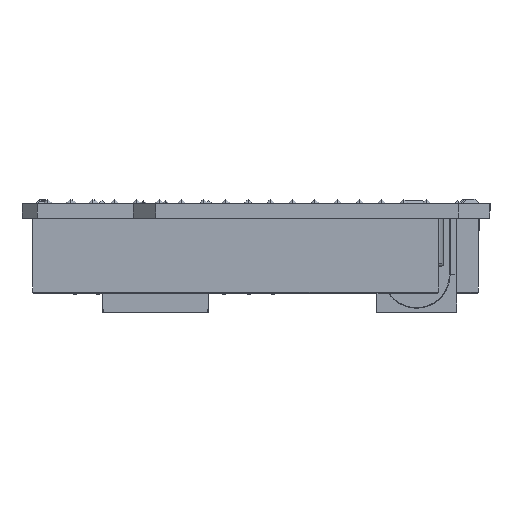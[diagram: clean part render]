
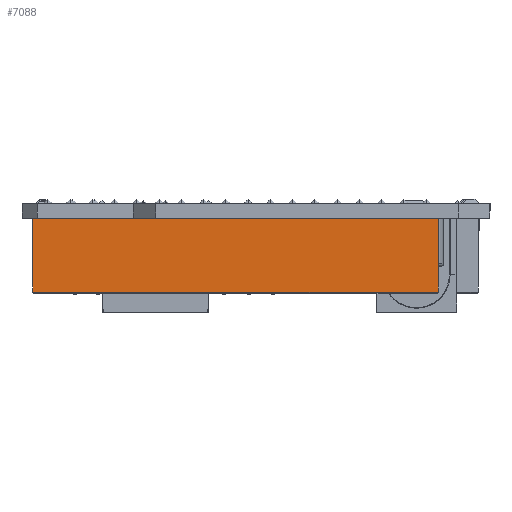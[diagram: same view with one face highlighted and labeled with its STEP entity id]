
A CAD part, left-side view. The second image highlights one B-rep face of the part: STEP entity #7088.
In plain terms, the highlighted planar face has unit normal (-1, 0, 0).
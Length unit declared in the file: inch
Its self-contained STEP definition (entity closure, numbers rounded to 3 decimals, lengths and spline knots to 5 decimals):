
#1906 = ORIENTED_EDGE ( 'NONE', *, *, #48192, .T. ) ;
#4909 = CARTESIAN_POINT ( 'NONE',  ( -1.84, -0.8185, -0.332 ) ) ;
#5576 = ORIENTED_EDGE ( 'NONE', *, *, #45376, .F. ) ;
#6247 = CARTESIAN_POINT ( 'NONE',  ( -1.84, 1.0035, -0.337 ) ) ;
#7088 = ADVANCED_FACE ( 'NONE', ( #44969 ), #26473, .F. ) ;
#7266 = DIRECTION ( 'NONE',  ( 0., 1., 0. ) ) ;
#7306 = DIRECTION ( 'NONE',  ( 0., 0., 1. ) ) ;
#8719 = ORIENTED_EDGE ( 'NONE', *, *, #47533, .T. ) ;
#9768 = VECTOR ( 'NONE', #31890, 39.37008 ) ;
#11464 = VECTOR ( 'NONE', #29339, 39.37008 ) ;
#12258 = CARTESIAN_POINT ( 'NONE',  ( -1.84, 1.0035, -0.332 ) ) ;
#17357 = AXIS2_PLACEMENT_3D ( 'NONE', #49594, #30387, #7266 ) ;
#18934 = ORIENTED_EDGE ( 'NONE', *, *, #48419, .T. ) ;
#21690 = LINE ( 'NONE', #6247, #11464 ) ;
#22907 = VERTEX_POINT ( 'NONE', #37454 ) ;
#26473 = PLANE ( 'NONE',  #17357 ) ;
#28870 = VERTEX_POINT ( 'NONE', #12258 ) ;
#29339 = DIRECTION ( 'NONE',  ( 0., 0., 1. ) ) ;
#29738 = VECTOR ( 'NONE', #7306, 39.37008 ) ;
#30387 = DIRECTION ( 'NONE',  ( 1., 0., 0. ) ) ;
#31890 = DIRECTION ( 'NONE',  ( 0., -1., 0. ) ) ;
#32132 = LINE ( 'NONE', #45735, #29738 ) ;
#34208 = VERTEX_POINT ( 'NONE', #36961 ) ;
#34992 = EDGE_LOOP ( 'NONE', ( #5576, #18934, #1906, #8719 ) ) ;
#35255 = LINE ( 'NONE', #45469, #41857 ) ;
#36961 = CARTESIAN_POINT ( 'NONE',  ( -1.84, -0.8185, -0.332 ) ) ;
#37454 = CARTESIAN_POINT ( 'NONE',  ( -1.84, 1.0035, 0. ) ) ;
#37900 = DIRECTION ( 'NONE',  ( 0., 1., 0. ) ) ;
#41857 = VECTOR ( 'NONE', #37900, 39.37008 ) ;
#44969 = FACE_OUTER_BOUND ( 'NONE', #34992, .T. ) ;
#45376 = EDGE_CURVE ( 'NONE', #28870, #22907, #21690, .T. ) ;
#45469 = CARTESIAN_POINT ( 'NONE',  ( -1.84, 1.0035, 0. ) ) ;
#45735 = CARTESIAN_POINT ( 'NONE',  ( -1.84, -0.8185, -0.337 ) ) ;
#46288 = CARTESIAN_POINT ( 'NONE',  ( -1.84, -0.8185, 0. ) ) ;
#47533 = EDGE_CURVE ( 'NONE', #49516, #22907, #35255, .T. ) ;
#48192 = EDGE_CURVE ( 'NONE', #34208, #49516, #32132, .T. ) ;
#48398 = LINE ( 'NONE', #4909, #9768 ) ;
#48419 = EDGE_CURVE ( 'NONE', #28870, #34208, #48398, .T. ) ;
#49516 = VERTEX_POINT ( 'NONE', #46288 ) ;
#49594 = CARTESIAN_POINT ( 'NONE',  ( -1.84, 1.0035, -0.337 ) ) ;
